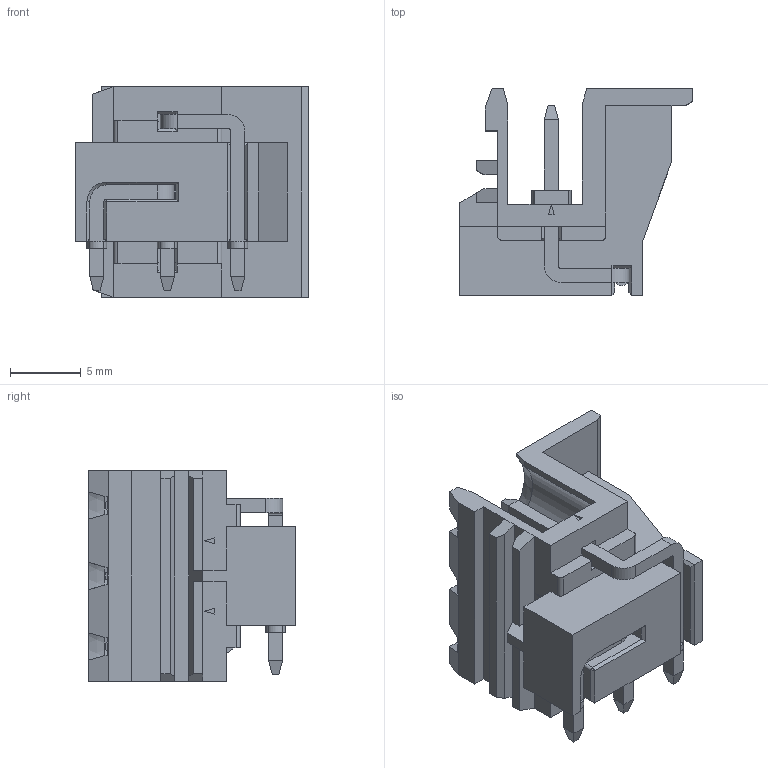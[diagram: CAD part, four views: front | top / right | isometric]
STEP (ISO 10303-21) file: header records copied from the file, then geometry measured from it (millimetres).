
FILE_DESCRIPTION((''),'2;1');
FILE_NAME('PHOENIX_1861031.stp','2009-07-16T15:02:56',(''),(''),'Mechanical Desktop 2009','Mechanical Desktop 2009',', , ');
FILE_SCHEMA(('AUTOMOTIVE_DESIGN { 1 2 10303 214 1 1 1 1 }'));
Length unit declared in the file: millimetre
Products named in the file (1): Product
Bounding box: 16.5 x 14.65 x 14.95 mm (x, y, z)
Volume: 1349 mm3; surface area: 1649.5 mm2
Topology: 7 solids, 7 shells, 322 faces, 810 edges, 510 vertices
Faces by surface type: plane 256, cylinder 61, cone 5
Entity records: 9682 total; most frequent: CARTESIAN_POINT 1852, ORIENTED_EDGE 1618, DIRECTION 1576, EDGE_CURVE 809, VECTOR 672, LINE 672, VERTEX_POINT 510, AXIS2_PLACEMENT_3D 452
